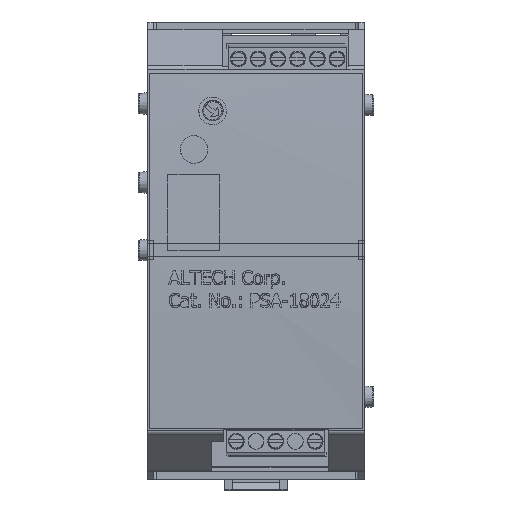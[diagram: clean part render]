
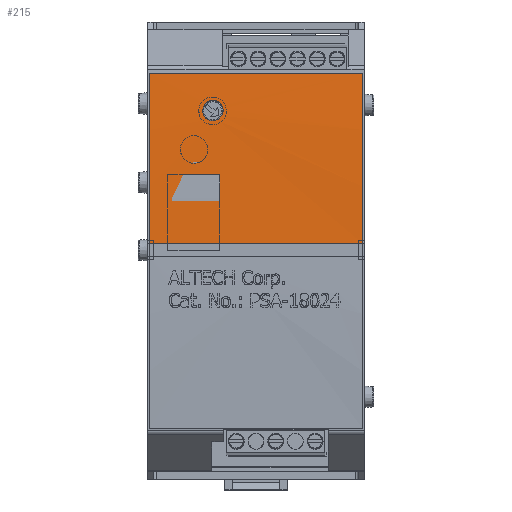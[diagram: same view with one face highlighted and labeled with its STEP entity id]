
A CAD part, top view. The second image highlights one B-rep face of the part: STEP entity #215.
In plain terms, the highlighted cylindrical face has radius 541.707 mm (diameter 1083.41 mm), a partial arc.
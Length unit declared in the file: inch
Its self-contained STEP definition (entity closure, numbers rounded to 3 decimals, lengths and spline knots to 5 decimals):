
#79=CARTESIAN_POINT('',(-0.3549,1.32909,4.02167));
#80=VERTEX_POINT('',#79);
#89=CARTESIAN_POINT('',(-0.50504,1.45604,4.01377));
#90=VERTEX_POINT('',#89);
#91=CARTESIAN_POINT('',(-0.50504,1.45604,4.01377));
#92=CARTESIAN_POINT('',(-0.50235,1.45956,4.01354));
#93=CARTESIAN_POINT('',(-0.49945,1.46285,4.01332));
#94=CARTESIAN_POINT('',(-0.4877,1.47459,4.01255));
#95=CARTESIAN_POINT('',(-0.47664,1.48216,4.01205));
#96=CARTESIAN_POINT('',(-0.4524,1.49219,4.01138));
#97=CARTESIAN_POINT('',(-0.43922,1.49466,4.01121));
#98=CARTESIAN_POINT('',(-0.41451,1.49466,4.01121));
#99=CARTESIAN_POINT('',(-0.40133,1.49219,4.01138));
#100=CARTESIAN_POINT('',(-0.37709,1.48216,4.01205));
#101=CARTESIAN_POINT('',(-0.36603,1.47459,4.01255));
#102=CARTESIAN_POINT('',(-0.34854,1.45712,4.0137));
#103=CARTESIAN_POINT('',(-0.34096,1.44605,4.01442));
#104=CARTESIAN_POINT('',(-0.33091,1.42179,4.01598));
#105=CARTESIAN_POINT('',(-0.32844,1.4086,4.01682));
#106=CARTESIAN_POINT('',(-0.32844,1.38388,4.01836));
#107=CARTESIAN_POINT('',(-0.33091,1.37069,4.01917));
#108=CARTESIAN_POINT('',(-0.3405,1.34755,4.02057));
#109=CARTESIAN_POINT('',(-0.34715,1.3374,4.02118));
#110=CARTESIAN_POINT('',(-0.3549,1.32909,4.02167));
#111=B_SPLINE_CURVE_WITH_KNOTS('',3,(#91,#92,#93,#94,#95,#96,#97,#98,#99,#100,#101,#102,#103,#104,#105,#106,#107,#108,#109,#110),.UNSPECIFIED.,.F.,.U.,(4,2,2,2,2,2,2,2,2,4),(-0.975,-0.94244,-0.84827,-0.75411,-0.65995,-0.56578,-0.47141,-0.37703,-0.28268,-0.19702),.UNSPECIFIED.);
#112=EDGE_CURVE('',#90,#80,#111,.T.);
#148=CARTESIAN_POINT('',(0.,0.06693,-17.26798));
#149=DIRECTION('',(-1.0,0.0,0.0));
#150=DIRECTION('',(0.0,0.,1.0));
#151=AXIS2_PLACEMENT_3D('',#148,#149,#150);
#152=CYLINDRICAL_SURFACE('',#151,21.32704);
#153=CARTESIAN_POINT('',(1.06182,0.06693,4.05906));
#154=VERTEX_POINT('',#153);
#155=CARTESIAN_POINT('',(1.06182,1.7666,3.99122));
#156=VERTEX_POINT('',#155);
#157=CARTESIAN_POINT('',(1.06182,0.06693,-17.26798));
#158=DIRECTION('',(-1.0,0.0,0.0));
#159=DIRECTION('',(0.0,0.,1.0));
#160=AXIS2_PLACEMENT_3D('',#157,#158,#159);
#161=CIRCLE('',#160,21.32704);
#162=EDGE_CURVE('',#154,#156,#161,.T.);
#163=ORIENTED_EDGE('',*,*,#162,.T.);
#164=CARTESIAN_POINT('',(-1.06817,1.7666,3.99122));
#165=VERTEX_POINT('',#164);
#166=CARTESIAN_POINT('',(1.06182,1.7666,3.99122));
#167=DIRECTION('',(-1.0,0.0,0.0));
#168=VECTOR('',#167,2.12999);
#169=LINE('',#166,#168);
#170=EDGE_CURVE('',#156,#165,#169,.T.);
#171=ORIENTED_EDGE('',*,*,#170,.T.);
#172=CARTESIAN_POINT('',(-1.06817,0.06693,4.05906));
#173=VERTEX_POINT('',#172);
#174=CARTESIAN_POINT('',(-1.06817,0.06693,-17.26798));
#175=DIRECTION('',(1.0,0.0,0.0));
#176=DIRECTION('',(0.0,0.,1.0));
#177=AXIS2_PLACEMENT_3D('',#174,#175,#176);
#178=CIRCLE('',#177,21.32704);
#179=EDGE_CURVE('',#165,#173,#178,.T.);
#180=ORIENTED_EDGE('',*,*,#179,.T.);
#181=CARTESIAN_POINT('',(-1.06817,0.06693,4.05906));
#182=DIRECTION('',(1.0,0.0,0.0));
#183=VECTOR('',#182,2.12999);
#184=LINE('',#181,#183);
#185=EDGE_CURVE('',#173,#154,#184,.T.);
#186=ORIENTED_EDGE('',*,*,#185,.T.);
#187=EDGE_LOOP('',(#163,#171,#180,#186));
#188=FACE_OUTER_BOUND('',#187,.T.);
#189=CARTESIAN_POINT('',(-0.50504,1.45604,4.01377));
#190=CARTESIAN_POINT('',(-0.51278,1.44774,4.01431));
#191=CARTESIAN_POINT('',(-0.51944,1.43758,4.01497));
#192=CARTESIAN_POINT('',(-0.52903,1.41444,4.01645));
#193=CARTESIAN_POINT('',(-0.5315,1.40126,4.01728));
#194=CARTESIAN_POINT('',(-0.5315,1.37654,4.01881));
#195=CARTESIAN_POINT('',(-0.52903,1.36335,4.01962));
#196=CARTESIAN_POINT('',(-0.51898,1.3391,4.02108));
#197=CARTESIAN_POINT('',(-0.51139,1.32802,4.02174));
#198=CARTESIAN_POINT('',(-0.49391,1.31055,4.02277));
#199=CARTESIAN_POINT('',(-0.48285,1.30298,4.02321));
#200=CARTESIAN_POINT('',(-0.45861,1.29294,4.02379));
#201=CARTESIAN_POINT('',(-0.44543,1.29047,4.02393));
#202=CARTESIAN_POINT('',(-0.42071,1.29047,4.02393));
#203=CARTESIAN_POINT('',(-0.40752,1.29294,4.02379));
#204=CARTESIAN_POINT('',(-0.38327,1.30299,4.02321));
#205=CARTESIAN_POINT('',(-0.37221,1.31057,4.02277));
#206=CARTESIAN_POINT('',(-0.36046,1.32231,4.02208));
#207=CARTESIAN_POINT('',(-0.35758,1.32559,4.02188));
#208=CARTESIAN_POINT('',(-0.3549,1.32909,4.02167));
#209=B_SPLINE_CURVE_WITH_KNOTS('',3,(#189,#190,#191,#192,#193,#194,#195,#196,#197,#198,#199,#200,#201,#202,#203,#204,#205,#206,#207,#208),.UNSPECIFIED.,.F.,.U.,(4,2,2,2,2,2,2,2,2,4),(0.19704,0.2827,0.37707,0.47143,0.56578,0.65994,0.7541,0.84831,0.94251,0.97497),.UNSPECIFIED.);
#210=EDGE_CURVE('',#90,#80,#209,.T.);
#211=ORIENTED_EDGE('',*,*,#210,.F.);
#212=ORIENTED_EDGE('',*,*,#112,.T.);
#213=EDGE_LOOP('',(#211,#212));
#214=FACE_BOUND('',#213,.T.);
#215=ADVANCED_FACE('',(#188,#214),#152,.T.);
